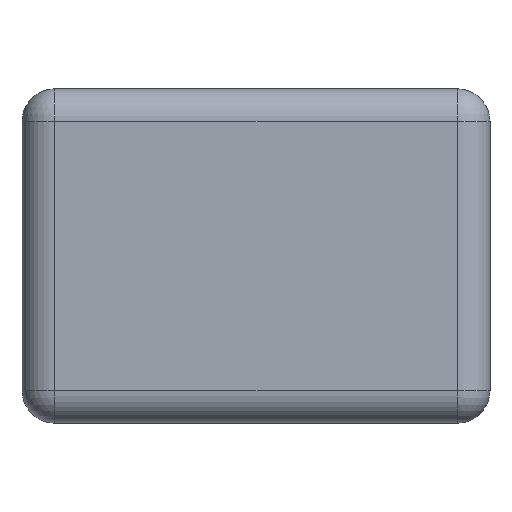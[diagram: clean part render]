
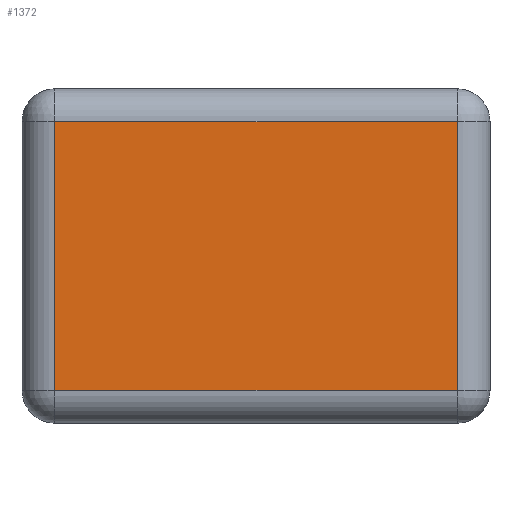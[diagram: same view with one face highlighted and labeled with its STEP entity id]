
A CAD part, left-side view. The second image highlights one B-rep face of the part: STEP entity #1372.
In plain terms, the highlighted planar face has unit normal (-1, 0, 0).
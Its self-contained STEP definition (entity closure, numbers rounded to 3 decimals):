
#987=CARTESIAN_POINT('',(-0.61,0.306,0.458));
#988=VERTEX_POINT('',#987);
#1013=CARTESIAN_POINT('',(-0.61,-0.306,0.458));
#1014=VERTEX_POINT('',#1013);
#1057=CARTESIAN_POINT('',(-0.61,0.306,0.05));
#1058=VERTEX_POINT('',#1057);
#1083=CARTESIAN_POINT('',(-0.61,-0.306,0.05));
#1084=VERTEX_POINT('',#1083);
#1124=CARTESIAN_POINT('',(-0.61,-0.306,0.05));
#1125=DIRECTION('',(0.0,1.0,0.0));
#1126=VECTOR('',#1125,0.611);
#1127=LINE('',#1124,#1126);
#1128=EDGE_CURVE('',#1084,#1058,#1127,.T.);
#1171=CARTESIAN_POINT('',(-0.61,-0.306,0.458));
#1172=DIRECTION('',(0.0,0.0,-1.0));
#1173=VECTOR('',#1172,0.408);
#1174=LINE('',#1171,#1173);
#1175=EDGE_CURVE('',#1014,#1084,#1174,.T.);
#1232=CARTESIAN_POINT('',(-0.61,0.306,0.05));
#1233=DIRECTION('',(0.0,0.0,1.0));
#1234=VECTOR('',#1233,0.408);
#1235=LINE('',#1232,#1234);
#1236=EDGE_CURVE('',#1058,#988,#1235,.T.);
#1279=CARTESIAN_POINT('',(-0.61,0.306,0.458));
#1280=DIRECTION('',(0.0,-1.0,0.0));
#1281=VECTOR('',#1280,0.611);
#1282=LINE('',#1279,#1281);
#1283=EDGE_CURVE('',#988,#1014,#1282,.T.);
#1361=CARTESIAN_POINT('',(-0.61,-0.356,0.0));
#1362=DIRECTION('',(-1.0,0.0,0.0));
#1363=DIRECTION('',(0.0,0.0,1.0));
#1364=AXIS2_PLACEMENT_3D('',#1361,#1362,#1363);
#1365=PLANE('',#1364);
#1366=ORIENTED_EDGE('',*,*,#1128,.F.);
#1367=ORIENTED_EDGE('',*,*,#1175,.F.);
#1368=ORIENTED_EDGE('',*,*,#1283,.F.);
#1369=ORIENTED_EDGE('',*,*,#1236,.F.);
#1370=EDGE_LOOP('',(#1366,#1367,#1368,#1369));
#1371=FACE_OUTER_BOUND('',#1370,.T.);
#1372=ADVANCED_FACE('',(#1371),#1365,.T.);
